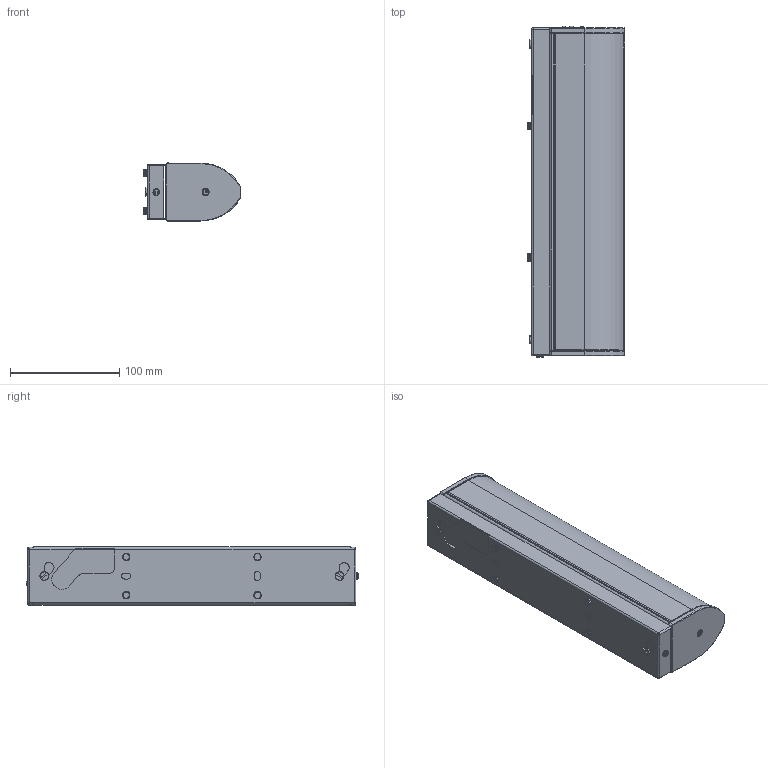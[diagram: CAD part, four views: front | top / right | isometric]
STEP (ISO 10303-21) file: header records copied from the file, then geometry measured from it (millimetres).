
FILE_DESCRIPTION((''),'2;1');
FILE_NAME('');
FILE_SCHEMA(('CONFIG_CONTROL_DESIGN'));
Length unit declared in the file: millimetre
Products named in the file (1): EN10030321
Bounding box: 89.36 x 303.8 x 53.16 mm (x, y, z)
Volume: 113355.2 mm3; surface area: 194966 mm2
Topology: 75 solids, 75 shells, 1246 faces, 3119 edges, 2024 vertices
Faces by surface type: plane 760, cylinder 384, torus 78, revolution 8, sphere 8, cone 8
Entity records: 35761 total; most frequent: CARTESIAN_POINT 9163, ORIENTED_EDGE 6222, DIRECTION 4057, EDGE_CURVE 3111, VERTEX_POINT 2024, VECTOR 1673, LINE 1673, AXIS2_PLACEMENT_3D 1522
